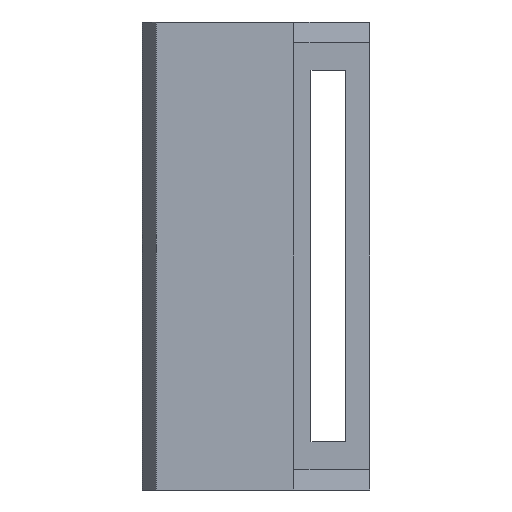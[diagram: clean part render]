
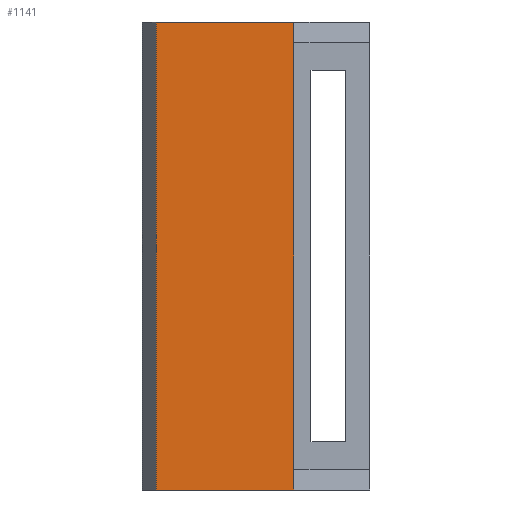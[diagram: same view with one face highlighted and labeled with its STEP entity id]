
A CAD part, front view. The second image highlights one B-rep face of the part: STEP entity #1141.
In plain terms, the highlighted planar face has unit normal (0, -1, 0).
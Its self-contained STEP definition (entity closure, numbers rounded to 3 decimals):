
#159 = EDGE_CURVE ( 'NONE', #1276, #2487, #1572, .T. ) ;
#294 = CARTESIAN_POINT ( 'NONE',  ( 5., 0., 15.5 ) ) ;
#315 = CARTESIAN_POINT ( 'NONE',  ( -5., 0., 17. ) ) ;
#320 = CARTESIAN_POINT ( 'NONE',  ( 5., 0., 17. ) ) ;
#455 = VERTEX_POINT ( 'NONE', #2006 ) ;
#553 = ORIENTED_EDGE ( 'NONE', *, *, #758, .T. ) ;
#714 = EDGE_CURVE ( 'NONE', #2487, #455, #1966, .T. ) ;
#742 = DIRECTION ( 'NONE',  ( -1., 0., 0. ) ) ;
#743 = DIRECTION ( 'NONE',  ( 0., 1., 0. ) ) ;
#745 = PLANE ( 'NONE',  #3132 ) ;
#750 = EDGE_CURVE ( 'NONE', #3081, #1114, #1975, .T. ) ;
#752 = CARTESIAN_POINT ( 'NONE',  ( 5., 0., 17. ) ) ;
#758 = EDGE_CURVE ( 'NONE', #1263, #3081, #2088, .T. ) ;
#786 = CARTESIAN_POINT ( 'NONE',  ( -5., 0., -17. ) ) ;
#825 = CARTESIAN_POINT ( 'NONE',  ( 5., 0., -17. ) ) ;
#1114 = VERTEX_POINT ( 'NONE', #825 ) ;
#1135 = CARTESIAN_POINT ( 'NONE',  ( 5., 0., 17. ) ) ;
#1141 = ADVANCED_FACE ( 'NONE', ( #2559 ), #745, .F. ) ;
#1263 = VERTEX_POINT ( 'NONE', #315 ) ;
#1276 = VERTEX_POINT ( 'NONE', #320 ) ;
#1297 = ORIENTED_EDGE ( 'NONE', *, *, #2890, .F. ) ;
#1324 = EDGE_LOOP ( 'NONE', ( #3033, #1641, #3133, #2717, #1297, #553 ) ) ;
#1572 = LINE ( 'NONE', #3059, #1582 ) ;
#1582 = VECTOR ( 'NONE', #3004, 1000. ) ;
#1591 = CARTESIAN_POINT ( 'NONE',  ( -5., 0., 17. ) ) ;
#1595 = DIRECTION ( 'NONE',  ( 0., 0., -1. ) ) ;
#1612 = DIRECTION ( 'NONE',  ( 1., 0., 0. ) ) ;
#1619 = CARTESIAN_POINT ( 'NONE',  ( 5., 0., -17. ) ) ;
#1641 = ORIENTED_EDGE ( 'NONE', *, *, #2045, .F. ) ;
#1647 = DIRECTION ( 'NONE',  ( 0., 0., -1. ) ) ;
#1651 = CARTESIAN_POINT ( 'NONE',  ( 5., 0., 15.5 ) ) ;
#1924 = CARTESIAN_POINT ( 'NONE',  ( 5., 0., 17. ) ) ;
#1966 = LINE ( 'NONE', #1651, #1994 ) ;
#1975 = LINE ( 'NONE', #1619, #2052 ) ;
#1994 = VECTOR ( 'NONE', #1647, 1000. ) ;
#2006 = CARTESIAN_POINT ( 'NONE',  ( 5., 0., -15.5 ) ) ;
#2045 = EDGE_CURVE ( 'NONE', #455, #1114, #3022, .T. ) ;
#2052 = VECTOR ( 'NONE', #1612, 1000. ) ;
#2088 = LINE ( 'NONE', #1591, #2104 ) ;
#2104 = VECTOR ( 'NONE', #1595, 1000. ) ;
#2363 = DIRECTION ( 'NONE',  ( 1., 0., 0. ) ) ;
#2429 = LINE ( 'NONE', #1135, #2462 ) ;
#2462 = VECTOR ( 'NONE', #2363, 1000. ) ;
#2487 = VERTEX_POINT ( 'NONE', #294 ) ;
#2559 = FACE_OUTER_BOUND ( 'NONE', #1324, .T. ) ;
#2717 = ORIENTED_EDGE ( 'NONE', *, *, #159, .F. ) ;
#2890 = EDGE_CURVE ( 'NONE', #1263, #1276, #2429, .T. ) ;
#3004 = DIRECTION ( 'NONE',  ( 0., 0., -1. ) ) ;
#3022 = LINE ( 'NONE', #1924, #3053 ) ;
#3033 = ORIENTED_EDGE ( 'NONE', *, *, #750, .T. ) ;
#3053 = VECTOR ( 'NONE', #3078, 1000. ) ;
#3059 = CARTESIAN_POINT ( 'NONE',  ( 5., 0., 17. ) ) ;
#3078 = DIRECTION ( 'NONE',  ( 0., 0., -1. ) ) ;
#3081 = VERTEX_POINT ( 'NONE', #786 ) ;
#3132 = AXIS2_PLACEMENT_3D ( 'NONE', #752, #743, #742 ) ;
#3133 = ORIENTED_EDGE ( 'NONE', *, *, #714, .F. ) ;
